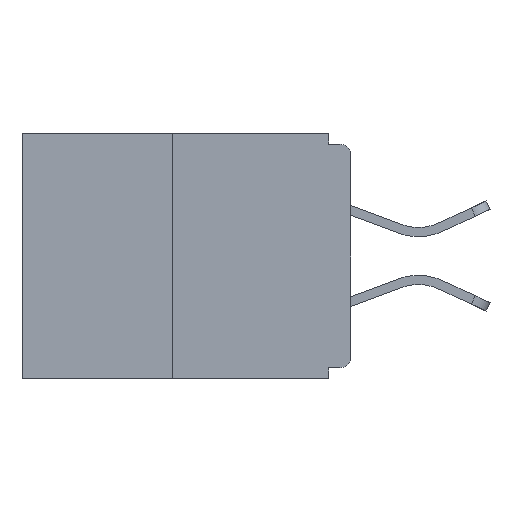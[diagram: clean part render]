
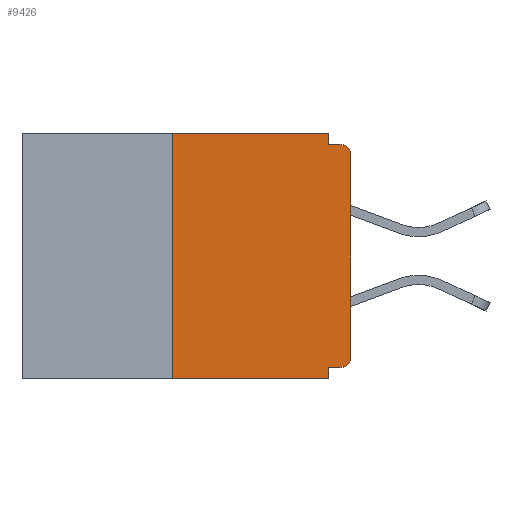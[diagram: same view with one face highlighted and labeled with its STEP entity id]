
A CAD part, left-side view. The second image highlights one B-rep face of the part: STEP entity #9426.
In plain terms, the highlighted planar face has unit normal (-1, 0, 0).
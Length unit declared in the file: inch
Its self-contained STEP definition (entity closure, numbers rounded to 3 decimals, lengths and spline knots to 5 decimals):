
#75 = CARTESIAN_POINT ( 'NONE',  ( 0., 0.46, -0.343 ) ) ;
#258 = CARTESIAN_POINT ( 'NONE',  ( 0., 0.015, -0.313 ) ) ;
#424 = VECTOR ( 'NONE', #1937, 39.37008 ) ;
#1220 = LINE ( 'NONE', #18157, #17510 ) ;
#1491 = CARTESIAN_POINT ( 'NONE',  ( 0., 0.031, -0.343 ) ) ;
#1527 = ORIENTED_EDGE ( 'NONE', *, *, #7695, .T. ) ;
#1881 = VERTEX_POINT ( 'NONE', #5729 ) ;
#1937 = DIRECTION ( 'NONE',  ( 0., 0., -1. ) ) ;
#2136 = DIRECTION ( 'NONE',  ( 0., -1., 0. ) ) ;
#2451 = CARTESIAN_POINT ( 'NONE',  ( 0., 0.031, 0. ) ) ;
#2460 = ORIENTED_EDGE ( 'NONE', *, *, #7666, .F. ) ;
#2632 = PLANE ( 'NONE',  #9707 ) ;
#3026 = VECTOR ( 'NONE', #9845, 39.37008 ) ;
#3332 = EDGE_CURVE ( 'NONE', #1881, #18549, #18692, .T. ) ;
#3358 = LINE ( 'NONE', #11899, #7399 ) ;
#3384 = VERTEX_POINT ( 'NONE', #16553 ) ;
#3435 = CARTESIAN_POINT ( 'NONE',  ( 0., 0.031, -0.343 ) ) ;
#3518 = EDGE_CURVE ( 'NONE', #8803, #6270, #1220, .T. ) ;
#3646 = ORIENTED_EDGE ( 'NONE', *, *, #16407, .F. ) ;
#3808 = CARTESIAN_POINT ( 'NONE',  ( 0., 0., -0.328 ) ) ;
#3878 = VERTEX_POINT ( 'NONE', #2451 ) ;
#4304 = LINE ( 'NONE', #3435, #424 ) ;
#5351 = CARTESIAN_POINT ( 'NONE',  ( 0., 0.015, -0.015 ) ) ;
#5558 = VECTOR ( 'NONE', #12176, 39.37008 ) ;
#5729 = CARTESIAN_POINT ( 'NONE',  ( 0., 0.25, -0.343 ) ) ;
#6069 = EDGE_CURVE ( 'NONE', #17442, #14353, #4304, .T. ) ;
#6270 = VERTEX_POINT ( 'NONE', #5351 ) ;
#6334 = DIRECTION ( 'NONE',  ( 0., 0., -1. ) ) ;
#6627 = EDGE_CURVE ( 'NONE', #3384, #17017, #8110, .T. ) ;
#7017 = CARTESIAN_POINT ( 'NONE',  ( 0., 0.031, -0.015 ) ) ;
#7304 = FACE_OUTER_BOUND ( 'NONE', #18502, .T. ) ;
#7367 = EDGE_CURVE ( 'NONE', #17017, #11922, #3358, .T. ) ;
#7399 = VECTOR ( 'NONE', #17434, 39.37008 ) ;
#7588 = CARTESIAN_POINT ( 'NONE',  ( 0., 0.25, 0. ) ) ;
#7666 = EDGE_CURVE ( 'NONE', #3878, #8803, #18046, .T. ) ;
#7695 = EDGE_CURVE ( 'NONE', #11922, #6270, #15973, .T. ) ;
#7826 = ORIENTED_EDGE ( 'NONE', *, *, #3332, .F. ) ;
#8026 = CARTESIAN_POINT ( 'NONE',  ( 0., 0., -0.03 ) ) ;
#8062 = ORIENTED_EDGE ( 'NONE', *, *, #6069, .F. ) ;
#8110 = CIRCLE ( 'NONE', #10076, 0.015 ) ;
#8803 = VERTEX_POINT ( 'NONE', #7017 ) ;
#9143 = VECTOR ( 'NONE', #9317, 39.37008 ) ;
#9317 = DIRECTION ( 'NONE',  ( 0., 0., -1. ) ) ;
#9426 = ADVANCED_FACE ( 'NONE', ( #7304 ), #2632, .F. ) ;
#9707 = AXIS2_PLACEMENT_3D ( 'NONE', #14229, #15637, #15579 ) ;
#9845 = DIRECTION ( 'NONE',  ( 0., 1., 0. ) ) ;
#9940 = CARTESIAN_POINT ( 'NONE',  ( 0., 0.031, -0.328 ) ) ;
#10076 = AXIS2_PLACEMENT_3D ( 'NONE', #258, #11879, #10342 ) ;
#10342 = DIRECTION ( 'NONE',  ( 0., 0., -1. ) ) ;
#10437 = EDGE_CURVE ( 'NONE', #3384, #17442, #18196, .T. ) ;
#10458 = DIRECTION ( 'NONE',  ( 0., 0., 1. ) ) ;
#11879 = DIRECTION ( 'NONE',  ( -1., 0., 0. ) ) ;
#11899 = CARTESIAN_POINT ( 'NONE',  ( 0., 0., 0. ) ) ;
#11922 = VERTEX_POINT ( 'NONE', #8026 ) ;
#12041 = CARTESIAN_POINT ( 'NONE',  ( 0., 0.46, 0. ) ) ;
#12176 = DIRECTION ( 'NONE',  ( 0., -1., 0. ) ) ;
#13285 = ORIENTED_EDGE ( 'NONE', *, *, #6627, .T. ) ;
#13823 = ORIENTED_EDGE ( 'NONE', *, *, #3518, .F. ) ;
#14055 = ORIENTED_EDGE ( 'NONE', *, *, #10437, .F. ) ;
#14113 = LINE ( 'NONE', #75, #17081 ) ;
#14229 = CARTESIAN_POINT ( 'NONE',  ( 0., 0.46, 0. ) ) ;
#14353 = VERTEX_POINT ( 'NONE', #1491 ) ;
#14988 = DIRECTION ( 'NONE',  ( -1., 0., 0. ) ) ;
#15579 = DIRECTION ( 'NONE',  ( 0., 0., -1. ) ) ;
#15610 = EDGE_CURVE ( 'NONE', #1881, #14353, #14113, .T. ) ;
#15637 = DIRECTION ( 'NONE',  ( 1., 0., 0. ) ) ;
#15649 = ORIENTED_EDGE ( 'NONE', *, *, #7367, .T. ) ;
#15973 = CIRCLE ( 'NONE', #18591, 0.015 ) ;
#16083 = DIRECTION ( 'NONE',  ( 0., -1., 0. ) ) ;
#16390 = LINE ( 'NONE', #12041, #5558 ) ;
#16407 = EDGE_CURVE ( 'NONE', #18549, #3878, #16390, .T. ) ;
#16553 = CARTESIAN_POINT ( 'NONE',  ( 0., 0.015, -0.328 ) ) ;
#16583 = CARTESIAN_POINT ( 'NONE',  ( 0., 0.015, -0.03 ) ) ;
#17017 = VERTEX_POINT ( 'NONE', #18457 ) ;
#17081 = VECTOR ( 'NONE', #16083, 39.37008 ) ;
#17434 = DIRECTION ( 'NONE',  ( 0., 0., 1. ) ) ;
#17442 = VERTEX_POINT ( 'NONE', #9940 ) ;
#17510 = VECTOR ( 'NONE', #2136, 39.37008 ) ;
#17579 = CARTESIAN_POINT ( 'NONE',  ( 0., 0.25, 0. ) ) ;
#17870 = CARTESIAN_POINT ( 'NONE',  ( 0., 0.031, 0. ) ) ;
#17986 = VECTOR ( 'NONE', #10458, 39.37008 ) ;
#18046 = LINE ( 'NONE', #17870, #9143 ) ;
#18157 = CARTESIAN_POINT ( 'NONE',  ( 0., 0., -0.015 ) ) ;
#18196 = LINE ( 'NONE', #3808, #3026 ) ;
#18457 = CARTESIAN_POINT ( 'NONE',  ( 0., 0., -0.313 ) ) ;
#18502 = EDGE_LOOP ( 'NONE', ( #3646, #7826, #18706, #8062, #14055, #13285, #15649, #1527, #13823, #2460 ) ) ;
#18549 = VERTEX_POINT ( 'NONE', #17579 ) ;
#18591 = AXIS2_PLACEMENT_3D ( 'NONE', #16583, #14988, #6334 ) ;
#18692 = LINE ( 'NONE', #7588, #17986 ) ;
#18706 = ORIENTED_EDGE ( 'NONE', *, *, #15610, .T. ) ;
